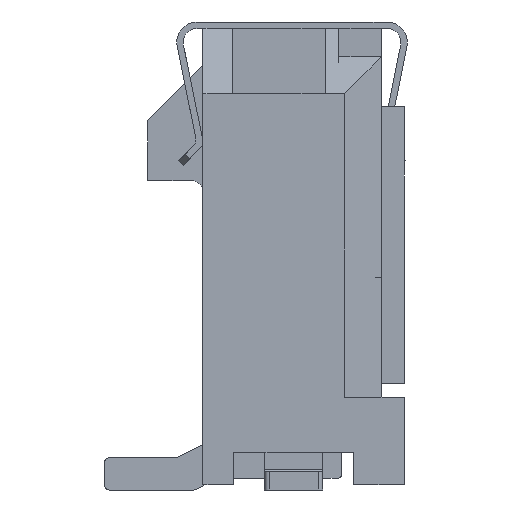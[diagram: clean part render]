
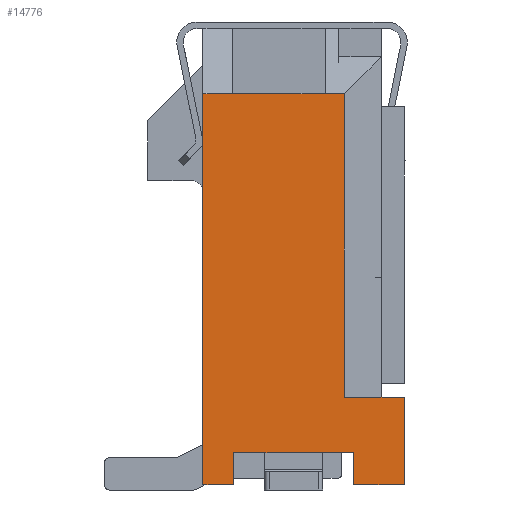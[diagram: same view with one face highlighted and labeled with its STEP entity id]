
A CAD part, front view. The second image highlights one B-rep face of the part: STEP entity #14776.
In plain terms, the highlighted face is planar.
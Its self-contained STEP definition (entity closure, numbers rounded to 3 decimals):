
#1013=ORIENTED_EDGE('',*,*,#4183,.T.);
#1014=ORIENTED_EDGE('',*,*,#4184,.T.);
#1015=ORIENTED_EDGE('',*,*,#3596,.F.);
#1016=ORIENTED_EDGE('',*,*,#4185,.T.);
#1017=ORIENTED_EDGE('',*,*,#4186,.F.);
#1018=ORIENTED_EDGE('',*,*,#4187,.F.);
#1019=ORIENTED_EDGE('',*,*,#4188,.F.);
#1020=ORIENTED_EDGE('',*,*,#3737,.T.);
#1021=ORIENTED_EDGE('',*,*,#4189,.T.);
#1022=ORIENTED_EDGE('',*,*,#4190,.T.);
#1023=ORIENTED_EDGE('',*,*,#4191,.T.);
#1024=ORIENTED_EDGE('',*,*,#4192,.T.);
#3596=EDGE_CURVE('',#5237,#5238,#6295,.T.);
#3737=EDGE_CURVE('',#5376,#5375,#6436,.T.);
#4183=EDGE_CURVE('',#5713,#5714,#6882,.T.);
#4184=EDGE_CURVE('',#5714,#5238,#6883,.T.);
#4185=EDGE_CURVE('',#5237,#5715,#6884,.T.);
#4186=EDGE_CURVE('',#5716,#5715,#6885,.T.);
#4187=EDGE_CURVE('',#5717,#5716,#6886,.T.);
#4188=EDGE_CURVE('',#5376,#5717,#6887,.T.);
#4189=EDGE_CURVE('',#5375,#5718,#6888,.T.);
#4190=EDGE_CURVE('',#5718,#5719,#6889,.T.);
#4191=EDGE_CURVE('',#5719,#5720,#6890,.T.);
#4192=EDGE_CURVE('',#5720,#5713,#6891,.T.);
#5237=VERTEX_POINT('',#19158);
#5238=VERTEX_POINT('',#19160);
#5375=VERTEX_POINT('',#19456);
#5376=VERTEX_POINT('',#19458);
#5713=VERTEX_POINT('',#20323);
#5714=VERTEX_POINT('',#20324);
#5715=VERTEX_POINT('',#20327);
#5716=VERTEX_POINT('',#20329);
#5717=VERTEX_POINT('',#20331);
#5718=VERTEX_POINT('',#20334);
#5719=VERTEX_POINT('',#20336);
#5720=VERTEX_POINT('',#20338);
#6295=LINE('',#19159,#7754);
#6436=LINE('',#19457,#7895);
#6882=LINE('',#20322,#8341);
#6883=LINE('',#20325,#8342);
#6884=LINE('',#20326,#8343);
#6885=LINE('',#20328,#8344);
#6886=LINE('',#20330,#8345);
#6887=LINE('',#20332,#8346);
#6888=LINE('',#20333,#8347);
#6889=LINE('',#20335,#8348);
#6890=LINE('',#20337,#8349);
#6891=LINE('',#20339,#8350);
#7754=VECTOR('',#16114,1000.);
#7895=VECTOR('',#16293,1000.);
#8341=VECTOR('',#16903,1000.);
#8342=VECTOR('',#16904,1000.);
#8343=VECTOR('',#16905,1000.);
#8344=VECTOR('',#16906,1000.);
#8345=VECTOR('',#16907,1000.);
#8346=VECTOR('',#16908,1000.);
#8347=VECTOR('',#16909,1000.);
#8348=VECTOR('',#16910,1000.);
#8349=VECTOR('',#16911,1000.);
#8350=VECTOR('',#16912,1000.);
#9318=EDGE_LOOP('',(#1013,#1014,#1015,#1016,#1017,#1018,#1019,#1020,#1021,
#1022,#1023,#1024));
#9939=FACE_BOUND('',#9318,.T.);
#10541=PLANE('',#15407);
#14776=ADVANCED_FACE('',(#9939),#10541,.T.);
#15407=AXIS2_PLACEMENT_3D('',#20321,#16901,#16902);
#16114=DIRECTION('',(0.,0.,-1.));
#16293=DIRECTION('',(0.,1.,0.));
#16901=DIRECTION('',(-1.,0.,0.));
#16902=DIRECTION('',(0.,0.,1.));
#16903=DIRECTION('',(0.,0.,-1.));
#16904=DIRECTION('',(0.,-1.,0.));
#16905=DIRECTION('',(0.,-1.,0.));
#16906=DIRECTION('',(0.,0.,-1.));
#16907=DIRECTION('',(0.,0.,-1.));
#16908=DIRECTION('',(0.,0.,-1.));
#16909=DIRECTION('',(0.,0.,-1.));
#16910=DIRECTION('',(0.,-1.,0.));
#16911=DIRECTION('',(0.,0.,-1.));
#16912=DIRECTION('',(0.,1.,0.));
#19158=CARTESIAN_POINT('',(-13.825,3.05,-0.885));
#19159=CARTESIAN_POINT('',(-13.825,3.05,-1.685));
#19160=CARTESIAN_POINT('',(-13.825,3.05,-2.185));
#19456=CARTESIAN_POINT('',(-13.825,4.95,2.185));
#19457=CARTESIAN_POINT('',(-13.825,-4.95,2.185));
#19458=CARTESIAN_POINT('',(-13.825,-3.536,2.185));
#20321=CARTESIAN_POINT('',(-13.825,0.,0.));
#20322=CARTESIAN_POINT('',(-13.825,4.95,2.185));
#20323=CARTESIAN_POINT('',(-13.825,4.95,-1.085));
#20324=CARTESIAN_POINT('',(-13.825,4.95,-2.185));
#20325=CARTESIAN_POINT('',(-13.825,4.95,-2.185));
#20326=CARTESIAN_POINT('',(-13.825,0.,-0.885));
#20327=CARTESIAN_POINT('',(-13.825,-3.536,-0.885));
#20328=CARTESIAN_POINT('',(-13.825,-3.536,0.));
#20329=CARTESIAN_POINT('',(-13.825,-3.536,-0.465));
#20330=CARTESIAN_POINT('',(-13.825,-3.536,1.535));
#20331=CARTESIAN_POINT('',(-13.825,-3.536,1.535));
#20332=CARTESIAN_POINT('',(-13.825,-3.536,0.));
#20333=CARTESIAN_POINT('',(-13.825,4.95,2.185));
#20334=CARTESIAN_POINT('',(-13.825,4.95,1.515));
#20335=CARTESIAN_POINT('',(-13.825,0.,1.515));
#20336=CARTESIAN_POINT('',(-13.825,4.25,1.515));
#20337=CARTESIAN_POINT('',(-13.825,4.25,0.));
#20338=CARTESIAN_POINT('',(-13.825,4.25,-1.085));
#20339=CARTESIAN_POINT('',(-13.825,0.,-1.085));
